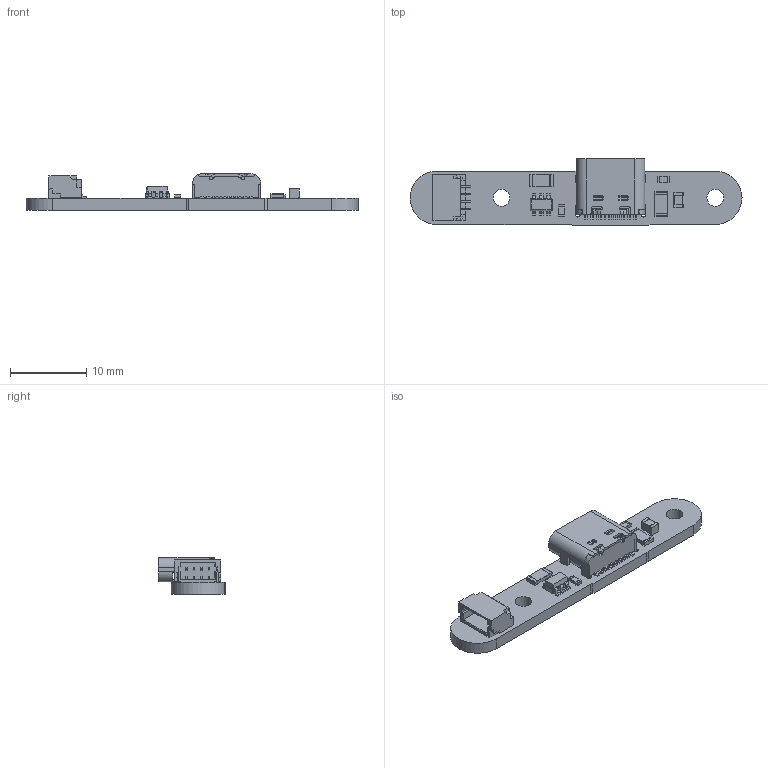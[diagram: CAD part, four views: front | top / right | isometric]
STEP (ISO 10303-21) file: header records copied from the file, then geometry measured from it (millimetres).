
FILE_DESCRIPTION(('FreeCAD Model'),'2;1');
FILE_NAME('Open CASCADE Shape Model','2022-04-17T15:30:09',( 'kicad StepUp'),('ksu MCAD'),'Open CASCADE STEP processor 7.5', 'FreeCAD','Unknown');
FILE_SCHEMA(('AUTOMOTIVE_DESIGN { 1 0 10303 214 1 1 1 1 }'));
Length unit declared in the file: millimetre
Products named in the file (17): dboard; Board_Geoms_6798; Pcb_6798; Step_Models_6798; Top_6798; C1_C_0805_2012Metric_00006108a329; F1_Fuse_1206_3216Metric_00006108a33a; J2_CON_TYPE-C-31-M-12 v0_00006108a3b3; CON_TYPE-C-31-M-12; ConPins; PcbPins; Mold; Frame; R1_R_0603_1608Metric_00006108a3c4; R3_R_1206_3216Metric_00006108a3e6; U1_SOT_23_6_00006108a3fc; J1_SMxB-SRSS-TB_5ad33626cdf6
Assembly tree (17 placements, depth 6):
  dboard
    Board_Geoms_6798
      Pcb_6798
    Step_Models_6798
      Top_6798
        C1_C_0805_2012Metric_00006108a329
        F1_Fuse_1206_3216Metric_00006108a33a
        J2_CON_TYPE-C-31-M-12 v0_00006108a3b3
          CON_TYPE-C-31-M-12
            ConPins
            PcbPins
            Mold
            Frame
        R1_R_0603_1608Metric_00006108a3c4  x2
        R3_R_1206_3216Metric_00006108a3e6
        U1_SOT_23_6_00006108a3fc
        J1_SMxB-SRSS-TB_5ad33626cdf6
Bounding box: 43.5 x 8.71 x 4.79 mm (x, y, z)
Volume: 608 mm3; surface area: 1585.3 mm2
Topology: 18 solids, 18 shells, 1127 faces, 4523 edges, 8046 vertices
Faces by surface type: plane 735, cylinder 298, sphere 32, bspline 30, torus 26, cone 6
Full cylindrical faces by diameter (mm): 0.5 x2, 0.65 x2, 2.2 x2
Entity records: 59839 total; most frequent: CARTESIAN_POINT 13690, DIRECTION 7343, ORIENTED_EDGE 5750, LINE 3605, VECTOR 3605, EDGE_CURVE 2875, AXIS2_PLACEMENT_3D 1869, VERTEX_POINT 1810
